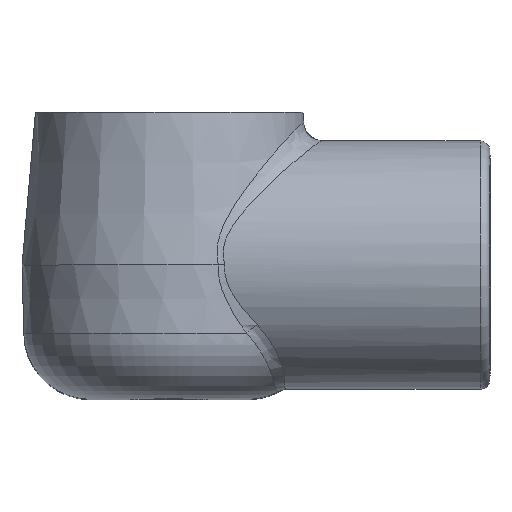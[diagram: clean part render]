
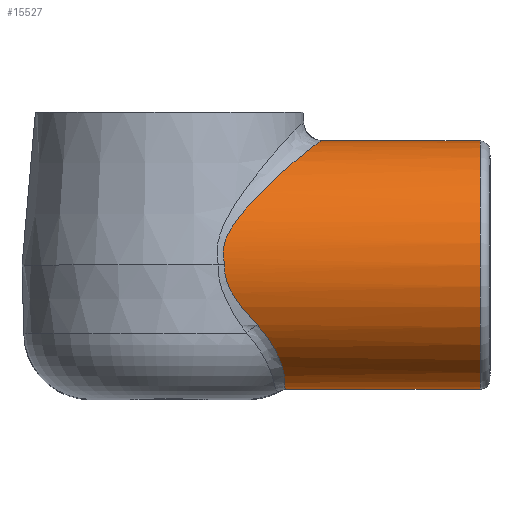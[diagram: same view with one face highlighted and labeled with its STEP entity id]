
A CAD part, top view. The second image highlights one B-rep face of the part: STEP entity #15527.
In plain terms, the highlighted cylindrical face has radius 20.637 mm (diameter 41.275 mm), a full revolution.
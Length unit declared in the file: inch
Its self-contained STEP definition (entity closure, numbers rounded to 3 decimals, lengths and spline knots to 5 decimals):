
#60=ELLIPSE('',#16199,0.81663,0.8125);
#61=ELLIPSE('',#16200,0.81287,0.8125);
#92=CYLINDRICAL_SURFACE('',#16210,0.8125);
#160=CIRCLE('',#16211,0.8125);
#161=CIRCLE('',#16212,0.8125);
#1597=FACE_OUTER_BOUND('',#2494,.T.);
#2494=EDGE_LOOP('',(#14063,#14064,#14065,#14066,#14067,#14068,#14069,#14070,
#14071,#14072,#14073));
#4111=LINE('',#26776,#5705);
#5705=VECTOR('',#19089,0.8125);
#6200=B_SPLINE_CURVE_WITH_KNOTS('',3,(#26466,#26467,#26468,#26469,#26470,
#26471,#26472,#26473,#26474,#26475),.UNSPECIFIED.,.F.,.F.,(4,1,1,1,1,1,
1,4),(3.96427,4.27679,4.58932,5.21436,
5.83941,7.0895,7.71454,8.1167),
 .UNSPECIFIED.);
#6201=B_SPLINE_CURVE_WITH_KNOTS('',3,(#26477,#26478,#26479,#26480),
 .UNSPECIFIED.,.F.,.F.,(4,4),(8.1167,8.33959),
 .UNSPECIFIED.);
#6207=B_SPLINE_CURVE_WITH_KNOTS('',3,(#26651,#26652,#26653,#26654,#26655,
#26656,#26657),.UNSPECIFIED.,.F.,.F.,(4,1,1,1,4),(0.,
0.70097,1.40194,2.10291,2.45339),
 .UNSPECIFIED.);
#6209=B_SPLINE_CURVE_WITH_KNOTS('',3,(#26701,#26702,#26703,#26704,#26705,
#26706,#26707,#26708),.UNSPECIFIED.,.F.,.F.,(4,1,1,1,1,4),(0.,0.40827,
0.81654,1.22481,2.04135,2.85789),
 .UNSPECIFIED.);
#6211=B_SPLINE_CURVE_WITH_KNOTS('',3,(#26745,#26746,#26747,#26748,#26749,
#26750,#26751),.UNSPECIFIED.,.F.,.F.,(4,1,1,1,4),(32.60309,33.18242,
33.56864,33.76175,33.95486),.UNSPECIFIED.);
#7605=VERTEX_POINT('',#26464);
#7606=VERTEX_POINT('',#26465);
#7607=VERTEX_POINT('',#26476);
#7612=VERTEX_POINT('',#26546);
#7613=VERTEX_POINT('',#26599);
#7616=VERTEX_POINT('',#26641);
#7618=VERTEX_POINT('',#26690);
#7627=VERTEX_POINT('',#26775);
#7628=VERTEX_POINT('',#26777);
#9774=EDGE_CURVE('',#7605,#7606,#6200,.T.);
#9775=EDGE_CURVE('',#7606,#7607,#6201,.T.);
#9781=EDGE_CURVE('',#7607,#7612,#60,.T.);
#9783=EDGE_CURVE('',#7612,#7613,#61,.T.);
#9789=EDGE_CURVE('',#7613,#7616,#6207,.T.);
#9792=EDGE_CURVE('',#7616,#7618,#6209,.T.);
#9794=EDGE_CURVE('',#7618,#7605,#6211,.T.);
#9805=EDGE_CURVE('',#7606,#7627,#4111,.T.);
#9806=EDGE_CURVE('',#7628,#7627,#160,.T.);
#9807=EDGE_CURVE('',#7627,#7628,#161,.T.);
#14063=ORIENTED_EDGE('',*,*,#9774,.F.);
#14064=ORIENTED_EDGE('',*,*,#9794,.F.);
#14065=ORIENTED_EDGE('',*,*,#9792,.F.);
#14066=ORIENTED_EDGE('',*,*,#9789,.F.);
#14067=ORIENTED_EDGE('',*,*,#9783,.F.);
#14068=ORIENTED_EDGE('',*,*,#9781,.F.);
#14069=ORIENTED_EDGE('',*,*,#9775,.F.);
#14070=ORIENTED_EDGE('',*,*,#9805,.T.);
#14071=ORIENTED_EDGE('',*,*,#9806,.F.);
#14072=ORIENTED_EDGE('',*,*,#9807,.F.);
#14073=ORIENTED_EDGE('',*,*,#9805,.F.);
#15527=ADVANCED_FACE('',(#1597),#92,.T.);
#16199=AXIS2_PLACEMENT_3D('',#26547,#19057,#19058);
#16200=AXIS2_PLACEMENT_3D('',#26600,#19059,#19060);
#16210=AXIS2_PLACEMENT_3D('',#26774,#19087,#19088);
#16211=AXIS2_PLACEMENT_3D('',#26778,#19090,#19091);
#16212=AXIS2_PLACEMENT_3D('',#26779,#19092,#19093);
#19057=DIRECTION('center_axis',(-0.995,-0.1,0.));
#19058=DIRECTION('ref_axis',(-0.1,0.995,0.));
#19059=DIRECTION('center_axis',(-1.,0.03,0.));
#19060=DIRECTION('ref_axis',(-0.03,-1.,0.));
#19087=DIRECTION('center_axis',(-1.,0.,0.));
#19088=DIRECTION('ref_axis',(0.,-1.,0.));
#19089=DIRECTION('',(1.,0.,0.));
#19090=DIRECTION('center_axis',(1.,0.,0.));
#19091=DIRECTION('ref_axis',(0.,-1.,0.));
#19092=DIRECTION('center_axis',(1.,0.,0.));
#19093=DIRECTION('ref_axis',(0.,-1.,0.));
#26464=CARTESIAN_POINT('',(0.36381,0.00331,2.52498));
#26465=CARTESIAN_POINT('',(1.00213,0.8125,1.71249));
#26466=CARTESIAN_POINT('Ctrl Pts',(0.36381,0.00331,
2.52498));
#26467=CARTESIAN_POINT('Ctrl Pts',(0.35386,0.0378,
2.52484));
#26468=CARTESIAN_POINT('Ctrl Pts',(0.34784,0.1102,
2.5199));
#26469=CARTESIAN_POINT('Ctrl Pts',(0.39875,0.2444,2.49213));
#26470=CARTESIAN_POINT('Ctrl Pts',(0.51095,0.38414,
2.43542));
#26471=CARTESIAN_POINT('Ctrl Pts',(0.70138,0.57583,
2.30589));
#26472=CARTESIAN_POINT('Ctrl Pts',(0.87846,0.72914,
2.11101));
#26473=CARTESIAN_POINT('Ctrl Pts',(0.9762,0.8028,
1.8737));
#26474=CARTESIAN_POINT('Ctrl Pts',(0.99747,0.81249,
1.75804));
#26475=CARTESIAN_POINT('Ctrl Pts',(1.00209,0.81249,1.71248));
#26476=CARTESIAN_POINT('',(1.0063,0.80895,1.63667));
#26477=CARTESIAN_POINT('Ctrl Pts',(1.00209,0.81249,1.71248));
#26478=CARTESIAN_POINT('Ctrl Pts',(1.00465,0.81249,1.68724));
#26479=CARTESIAN_POINT('Ctrl Pts',(1.00606,0.81132,1.6619));
#26480=CARTESIAN_POINT('Ctrl Pts',(1.0063,0.80895,1.63667));
#26546=CARTESIAN_POINT('',(1.08763,0.00331,0.9));
#26547=CARTESIAN_POINT('Origin',(1.08797,0.,1.71249));
#26599=CARTESIAN_POINT('',(1.07569,-0.39193,1.00077));
#26600=CARTESIAN_POINT('Origin',(1.08753,0.,1.71249));
#26641=CARTESIAN_POINT('',(0.77886,-0.80895,1.63667));
#26651=CARTESIAN_POINT('Ctrl Pts',(1.07569,-0.39193,1.00077));
#26652=CARTESIAN_POINT('Ctrl Pts',(1.07358,-0.46175,
1.03921));
#26653=CARTESIAN_POINT('Ctrl Pts',(1.03496,-0.58788,1.13619));
#26654=CARTESIAN_POINT('Ctrl Pts',(0.9276,-0.71971,
1.3155));
#26655=CARTESIAN_POINT('Ctrl Pts',(0.82757,-0.78594,
1.48417));
#26656=CARTESIAN_POINT('Ctrl Pts',(0.78676,-0.80529,
1.59757));
#26657=CARTESIAN_POINT('Ctrl Pts',(0.77886,-0.80895,
1.63667));
#26690=CARTESIAN_POINT('',(0.57564,-0.39193,2.42421));
#26701=CARTESIAN_POINT('Ctrl Pts',(0.77886,-0.80895,
1.63667));
#26702=CARTESIAN_POINT('Ctrl Pts',(0.76966,-0.81322,
1.68221));
#26703=CARTESIAN_POINT('Ctrl Pts',(0.75668,-0.81414,
1.77491));
#26704=CARTESIAN_POINT('Ctrl Pts',(0.7562,-0.79144,
1.91302));
#26705=CARTESIAN_POINT('Ctrl Pts',(0.75755,-0.73062,
2.08906));
#26706=CARTESIAN_POINT('Ctrl Pts',(0.72727,-0.59864,
2.28454));
#26707=CARTESIAN_POINT('Ctrl Pts',(0.63817,-0.45799,2.38783));
#26708=CARTESIAN_POINT('Ctrl Pts',(0.57564,-0.39193,
2.42421));
#26745=CARTESIAN_POINT('Ctrl Pts',(0.57564,-0.39193,
2.42421));
#26746=CARTESIAN_POINT('Ctrl Pts',(0.53127,-0.34506,
2.45002));
#26747=CARTESIAN_POINT('Ctrl Pts',(0.45812,-0.26271,
2.4857));
#26748=CARTESIAN_POINT('Ctrl Pts',(0.38774,-0.14793,
2.51334));
#26749=CARTESIAN_POINT('Ctrl Pts',(0.36282,-0.06277,
2.52346));
#26750=CARTESIAN_POINT('Ctrl Pts',(0.36154,-0.01856,
2.52507));
#26751=CARTESIAN_POINT('Ctrl Pts',(0.36381,0.00331,
2.52498));
#26774=CARTESIAN_POINT('Origin',(2.09375,0.,1.71249));
#26775=CARTESIAN_POINT('',(2.03444,0.8125,1.71249));
#26776=CARTESIAN_POINT('',(2.09375,0.8125,1.71249));
#26777=CARTESIAN_POINT('',(2.03444,0.,0.89999));
#26778=CARTESIAN_POINT('Origin',(2.03444,0.,1.71249));
#26779=CARTESIAN_POINT('Origin',(2.03444,0.,1.71249));
